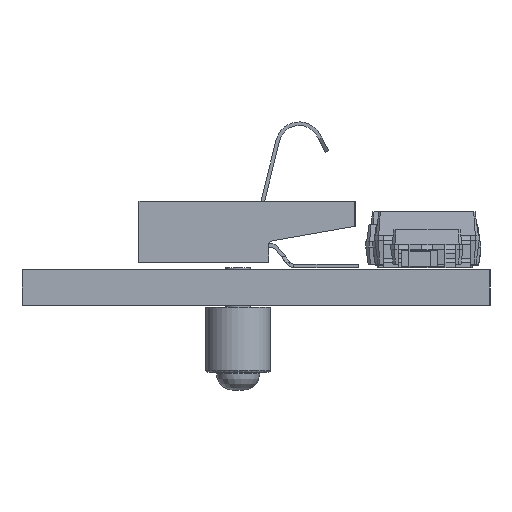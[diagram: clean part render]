
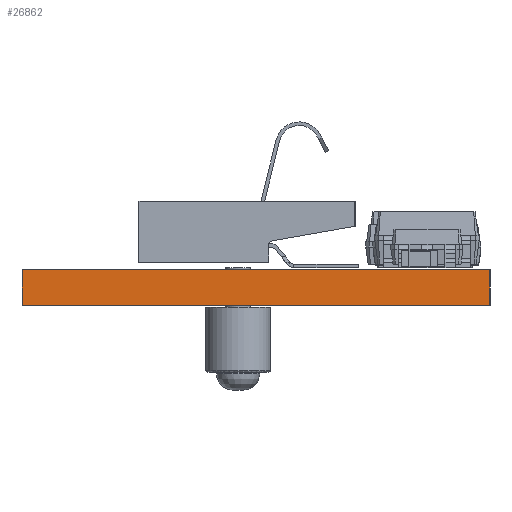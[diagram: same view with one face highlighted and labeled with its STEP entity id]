
A CAD part, left-side view. The second image highlights one B-rep face of the part: STEP entity #26862.
In plain terms, the highlighted planar face has unit normal (-1, 0, 0).
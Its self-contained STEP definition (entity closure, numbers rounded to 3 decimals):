
#24424 = EDGE_CURVE('',#24425,#24427,#24429,.T.);
#24425 = VERTEX_POINT('',#24426);
#24426 = CARTESIAN_POINT('',(57.,-100.,0.));
#24427 = VERTEX_POINT('',#24428);
#24428 = CARTESIAN_POINT('',(57.,-100.,1.));
#24429 = LINE('',#24430,#24431);
#24430 = CARTESIAN_POINT('',(57.,-100.,0.));
#24431 = VECTOR('',#24432,1.);
#24432 = DIRECTION('',(0.,0.,1.));
#24488 = EDGE_CURVE('',#24489,#24425,#24491,.T.);
#24489 = VERTEX_POINT('',#24490);
#24490 = CARTESIAN_POINT('',(57.,-113.,0.));
#24491 = LINE('',#24492,#24493);
#24492 = CARTESIAN_POINT('',(57.,-113.,0.));
#24493 = VECTOR('',#24494,1.);
#24494 = DIRECTION('',(0.,1.,0.));
#25678 = EDGE_CURVE('',#25679,#24427,#25681,.T.);
#25679 = VERTEX_POINT('',#25680);
#25680 = CARTESIAN_POINT('',(57.,-113.,1.));
#25681 = LINE('',#25682,#25683);
#25682 = CARTESIAN_POINT('',(57.,-113.,1.));
#25683 = VECTOR('',#25684,1.);
#25684 = DIRECTION('',(0.,1.,0.));
#26862 = ADVANCED_FACE('',(#26863),#26874,.T.);
#26863 = FACE_BOUND('',#26864,.T.);
#26864 = EDGE_LOOP('',(#26865,#26871,#26872,#26873));
#26865 = ORIENTED_EDGE('',*,*,#26866,.T.);
#26866 = EDGE_CURVE('',#24489,#25679,#26867,.T.);
#26867 = LINE('',#26868,#26869);
#26868 = CARTESIAN_POINT('',(57.,-113.,0.));
#26869 = VECTOR('',#26870,1.);
#26870 = DIRECTION('',(0.,0.,1.));
#26871 = ORIENTED_EDGE('',*,*,#25678,.T.);
#26872 = ORIENTED_EDGE('',*,*,#24424,.F.);
#26873 = ORIENTED_EDGE('',*,*,#24488,.F.);
#26874 = PLANE('',#26875);
#26875 = AXIS2_PLACEMENT_3D('',#26876,#26877,#26878);
#26876 = CARTESIAN_POINT('',(57.,-113.,0.));
#26877 = DIRECTION('',(-1.,0.,0.));
#26878 = DIRECTION('',(0.,1.,0.));
